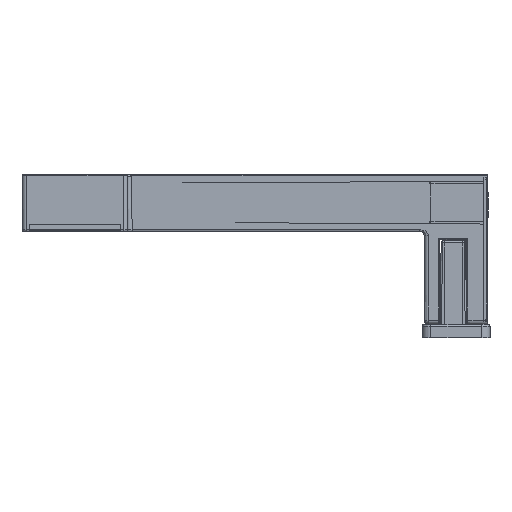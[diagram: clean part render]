
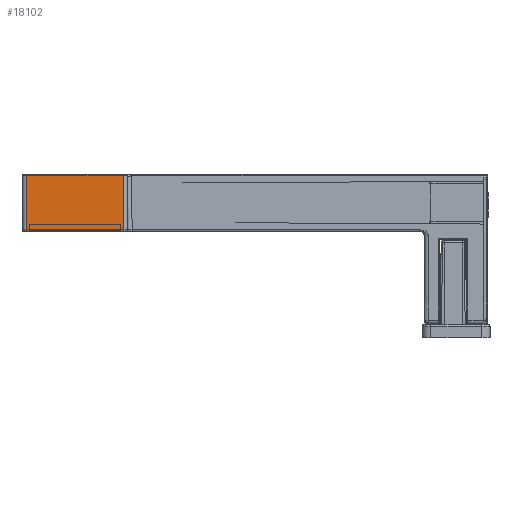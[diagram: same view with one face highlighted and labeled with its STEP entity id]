
A CAD part, left-side view. The second image highlights one B-rep face of the part: STEP entity #18102.
In plain terms, the highlighted planar face has unit normal (-1, 0, 0.007).
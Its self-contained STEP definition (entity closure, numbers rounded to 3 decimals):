
#235 = AXIS2_PLACEMENT_3D ( 'NONE', #763, #12120, #3631 ) ;
#323 = DIRECTION ( 'NONE',  ( 0., -1., 0. ) ) ;
#763 = CARTESIAN_POINT ( 'NONE',  ( 0.001, 116.158, -13.716 ) ) ;
#782 = EDGE_CURVE ( 'NONE', #4466, #14710, #3293, .T. ) ;
#1729 = B_SPLINE_CURVE_WITH_KNOTS ( 'NONE', 3,
 ( #8067, #3751, #9557, #4946 ),
 .UNSPECIFIED., .F., .F.,
 ( 4, 4 ),
 ( 0., 1. ),
 .UNSPECIFIED. ) ;
#3293 = B_SPLINE_CURVE_WITH_KNOTS ( 'NONE', 3,
 ( #12024, #7583, #3354, #17671 ),
 .UNSPECIFIED., .F., .F.,
 ( 4, 4 ),
 ( 0., 1. ),
 .UNSPECIFIED. ) ;
#3354 = CARTESIAN_POINT ( 'NONE',  ( 0.06, 86.059, -5.214 ) ) ;
#3631 = DIRECTION ( 'NONE',  ( 0.007, 0., 1. ) ) ;
#3751 = CARTESIAN_POINT ( 'NONE',  ( 0.06, 108.941, -5.214 ) ) ;
#4466 = VERTEX_POINT ( 'NONE', #9926 ) ;
#4946 = CARTESIAN_POINT ( 'NONE',  ( 0., 109.001, -13.814 ) ) ;
#7583 = CARTESIAN_POINT ( 'NONE',  ( 0.03, 86.029, -9.514 ) ) ;
#8067 = CARTESIAN_POINT ( 'NONE',  ( 0.09, 108.911, -0.914 ) ) ;
#8562 = CARTESIAN_POINT ( 'NONE',  ( 0., 109.001, -13.814 ) ) ;
#8937 = ORIENTED_EDGE ( 'NONE', *, *, #15638, .F. ) ;
#9486 = VECTOR ( 'NONE', #17601, 1000. ) ;
#9540 = EDGE_CURVE ( 'NONE', #14618, #4466, #12964, .T. ) ;
#9557 = CARTESIAN_POINT ( 'NONE',  ( 0.03, 108.971, -9.514 ) ) ;
#9926 = CARTESIAN_POINT ( 'NONE',  ( 0., 85.999, -13.814 ) ) ;
#10096 = EDGE_LOOP ( 'NONE', ( #13656, #15301, #8937, #17629 ) ) ;
#10328 = EDGE_CURVE ( 'NONE', #13195, #14618, #1729, .T. ) ;
#10500 = CARTESIAN_POINT ( 'NONE',  ( 0.09, 86.089, -0.914 ) ) ;
#10819 = PLANE ( 'NONE',  #235 ) ;
#11955 = VECTOR ( 'NONE', #323, 1000. ) ;
#12024 = CARTESIAN_POINT ( 'NONE',  ( 0., 85.999, -13.814 ) ) ;
#12120 = DIRECTION ( 'NONE',  ( -1., 0., 0.007 ) ) ;
#12964 = LINE ( 'NONE', #14438, #11955 ) ;
#13195 = VERTEX_POINT ( 'NONE', #15605 ) ;
#13429 = CARTESIAN_POINT ( 'NONE',  ( 0.09, 253.402, -0.914 ) ) ;
#13656 = ORIENTED_EDGE ( 'NONE', *, *, #9540, .T. ) ;
#14438 = CARTESIAN_POINT ( 'NONE',  ( 0., 116.158, -13.814 ) ) ;
#14618 = VERTEX_POINT ( 'NONE', #8562 ) ;
#14710 = VERTEX_POINT ( 'NONE', #10500 ) ;
#14897 = LINE ( 'NONE', #13429, #9486 ) ;
#15301 = ORIENTED_EDGE ( 'NONE', *, *, #782, .T. ) ;
#15605 = CARTESIAN_POINT ( 'NONE',  ( 0.09, 108.911, -0.914 ) ) ;
#15638 = EDGE_CURVE ( 'NONE', #13195, #14710, #14897, .T. ) ;
#16287 = FACE_OUTER_BOUND ( 'NONE', #10096, .T. ) ;
#17601 = DIRECTION ( 'NONE',  ( 0., -1., 0. ) ) ;
#17629 = ORIENTED_EDGE ( 'NONE', *, *, #10328, .T. ) ;
#17671 = CARTESIAN_POINT ( 'NONE',  ( 0.09, 86.089, -0.914 ) ) ;
#18102 = ADVANCED_FACE ( 'NONE', ( #16287 ), #10819, .T. ) ;
